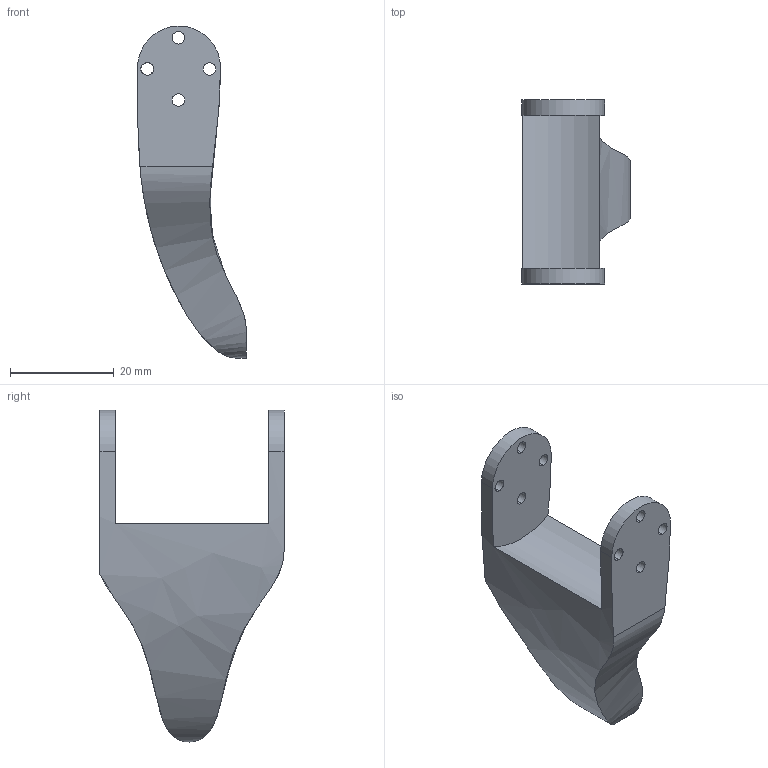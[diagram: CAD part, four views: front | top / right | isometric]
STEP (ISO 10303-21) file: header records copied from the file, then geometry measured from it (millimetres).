
FILE_DESCRIPTION (( 'STEP AP203' ), '1' );
FILE_NAME ('Follower_Gripper_Moving_Part.STEP', '2024-09-05T20:27:47', ( '' ), ( '' ), 'SwSTEP 2.0', 'SolidWorks 2024', '' );
FILE_SCHEMA (( 'CONFIG_CONTROL_DESIGN' ));
Length unit declared in the file: millimetre
Products named in the file (1): Follower_Gripper_Moving_Part
Bounding box: 21 x 35.5 x 64 mm (x, y, z)
Volume: 12795.6 mm3; surface area: 5205.5 mm2
Topology: 1 solids, 1 shells, 30 faces, 84 edges, 56 vertices
Faces by surface type: cylinder 19, plane 5, bspline 4, cone 2
Entity records: 1842 total; most frequent: CARTESIAN_POINT 968, ORIENTED_EDGE 168, DIRECTION 159, EDGE_CURVE 84, AXIS2_PLACEMENT_3D 67, VERTEX_POINT 56, EDGE_LOOP 46, CIRCLE 40
